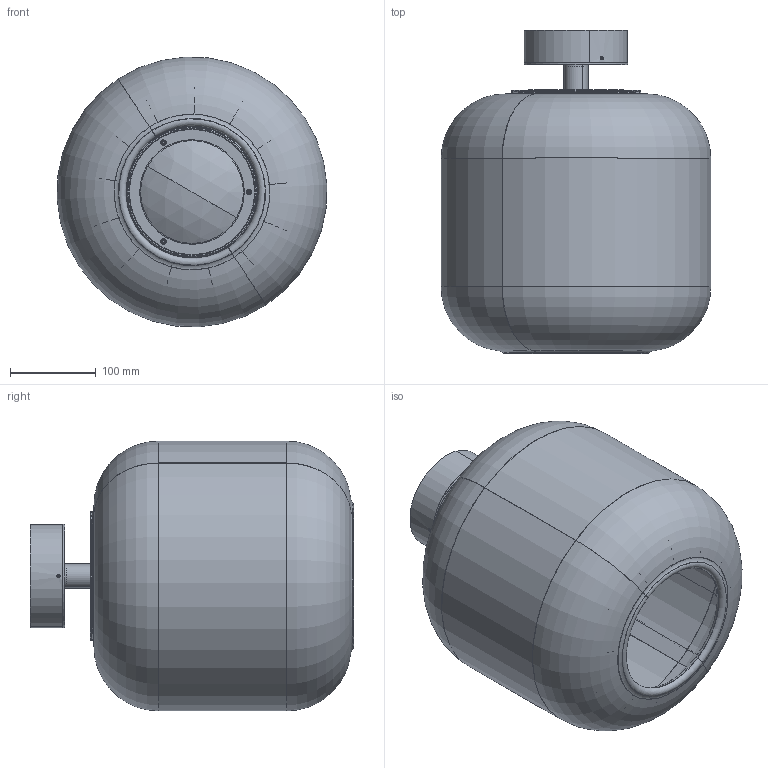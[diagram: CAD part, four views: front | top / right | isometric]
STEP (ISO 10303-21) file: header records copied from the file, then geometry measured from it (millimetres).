
FILE_DESCRIPTION (( 'STEP AP203' ), '1' );
FILE_NAME ('NANS TUBULAR PF-31 309021yyxxx.STEP', '2021-07-19T14:30:16', ( '' ), ( '' ), 'SwSTEP 2.0', 'SolidWorks 2019', '' );
FILE_SCHEMA (( 'CONFIG_CONTROL_DESIGN' ));
Length unit declared in the file: millimetre
Products named in the file (14): 000-SUB309-11; 000-309-002; 000-309-068; 000-PANEL PCB LED PLAFON APLIQUE ; 000-338-160; 000-309-017; 000-309-046; 000-309-026; 000-D914-46 A2; 000-309-042; 000-309-041; 000-D7991-38 A2; 000-essentra 19426; NANS TUBULAR PF-31 309021yyxxx
Assembly tree (20 placements, depth 3):
  NANS TUBULAR PF-31 309021yyxxx
    000-309-026
    000-SUB309-11
      000-338-160
      000-309-068
      000-D914-46 A2  x3
      000-essentra 19426
    000-PANEL PCB LED PLAFON APLIQUE 
      000-309-046
      000-D7991-38 A2  x6
      000-309-041
      000-309-017
      000-309-042
    000-309-002
Bounding box: 314.52 x 376.75 x 314.52 mm (x, y, z)
Volume: 674455.6 mm3; surface area: 1650022.1 mm2
Topology: 33 solids, 34 shells, 1011 faces, 2270 edges, 1348 vertices
Faces by surface type: cylinder 277, torus 239, plane 236, cone 139, bspline 98, sphere 22
Entity records: 29733 total; most frequent: CARTESIAN_POINT 8009, DIRECTION 4511, ORIENTED_EDGE 4008, EDGE_CURVE 2004, AXIS2_PLACEMENT_3D 1966, VERTEX_POINT 1198, CIRCLE 1143, EDGE_LOOP 1006
